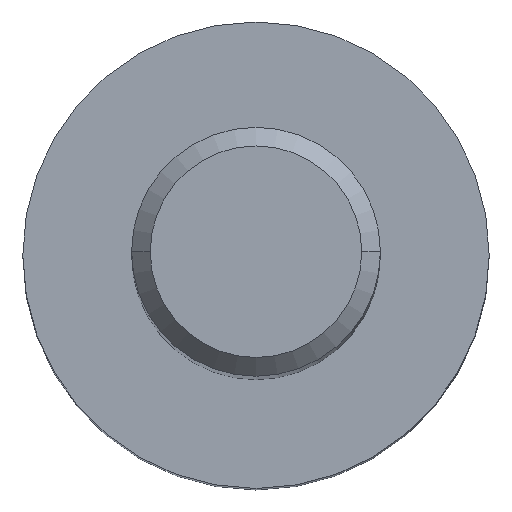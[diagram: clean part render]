
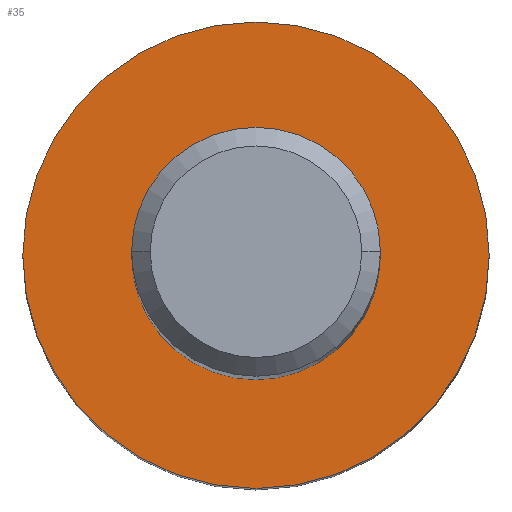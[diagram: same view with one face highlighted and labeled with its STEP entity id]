
A CAD part, top view. The second image highlights one B-rep face of the part: STEP entity #35.
In plain terms, the highlighted planar face has unit normal (0, 0, 1).
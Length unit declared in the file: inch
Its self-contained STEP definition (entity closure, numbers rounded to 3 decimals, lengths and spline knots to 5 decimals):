
#8 = CARTESIAN_POINT ( 'NONE',  ( 0.11715, 0., -1. ) ) ;
#21 = DIRECTION ( 'NONE',  ( 0., 0., 1. ) ) ;
#35 = ADVANCED_FACE ( 'NONE', ( #110 ), #227, .F. ) ;
#61 = DIRECTION ( 'NONE',  ( 0., 0., -1. ) ) ;
#64 = DIRECTION ( 'NONE',  ( 1., 0., 0. ) ) ;
#94 = ORIENTED_EDGE ( 'NONE', *, *, #232, .T. ) ;
#108 = EDGE_LOOP ( 'NONE', ( #117, #94 ) ) ;
#110 = FACE_OUTER_BOUND ( 'NONE', #108, .T. ) ;
#117 = ORIENTED_EDGE ( 'NONE', *, *, #309, .T. ) ;
#128 = VERTEX_POINT ( 'NONE', #317 ) ;
#130 = CIRCLE ( 'NONE', #184, 0.11715 ) ;
#164 = CARTESIAN_POINT ( 'NONE',  ( 0., 0., -1. ) ) ;
#172 = CARTESIAN_POINT ( 'NONE',  ( 0., 0., -1. ) ) ;
#173 = VERTEX_POINT ( 'NONE', #8 ) ;
#184 = AXIS2_PLACEMENT_3D ( 'NONE', #262, #21, #278 ) ;
#205 = DIRECTION ( 'NONE',  ( -1., 0., 0. ) ) ;
#227 = PLANE ( 'NONE',  #307 ) ;
#232 = EDGE_CURVE ( 'NONE', #128, #173, #130, .T. ) ;
#262 = CARTESIAN_POINT ( 'NONE',  ( 0., 0., -1. ) ) ;
#278 = DIRECTION ( 'NONE',  ( 1., 0., 0. ) ) ;
#290 = DIRECTION ( 'NONE',  ( 0., 0., 1. ) ) ;
#293 = AXIS2_PLACEMENT_3D ( 'NONE', #172, #290, #64 ) ;
#307 = AXIS2_PLACEMENT_3D ( 'NONE', #164, #61, #205 ) ;
#309 = EDGE_CURVE ( 'NONE', #173, #128, #313, .T. ) ;
#313 = CIRCLE ( 'NONE', #293, 0.11715 ) ;
#317 = CARTESIAN_POINT ( 'NONE',  ( -0.11715, 0., -1. ) ) ;
